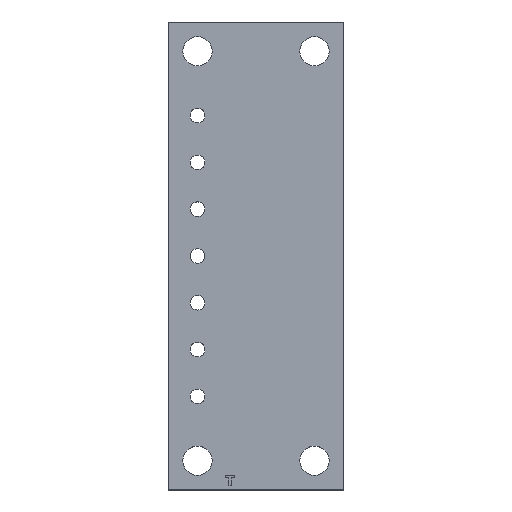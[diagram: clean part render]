
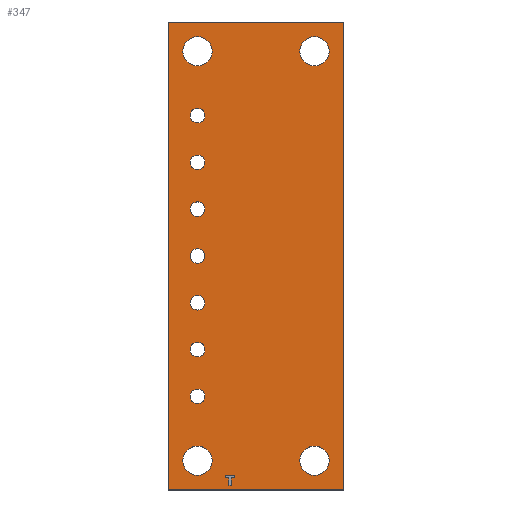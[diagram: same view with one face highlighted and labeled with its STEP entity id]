
A CAD part, top view. The second image highlights one B-rep face of the part: STEP entity #347.
In plain terms, the highlighted planar face has unit normal (0, 0, 1).
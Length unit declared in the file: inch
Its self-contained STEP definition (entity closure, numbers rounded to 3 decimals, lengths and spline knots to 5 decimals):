
#30=CARTESIAN_POINT('',(0.,0.,0.06));
#31=VERTEX_POINT('',#30);
#35=CARTESIAN_POINT('',(0.,2.,0.06));
#36=DIRECTION('',(0.,-1.,0.));
#37=VECTOR('',#36,1.);
#38=LINE('',#35,#37);
#39=EDGE_CURVE('',#41,#31,#38,.T.);
#40=CARTESIAN_POINT('',(0.,2.,0.06));
#41=VERTEX_POINT('',#40);
#70=CARTESIAN_POINT('',(0.75,0.,0.06));
#71=VERTEX_POINT('',#70);
#75=CARTESIAN_POINT('',(0.,0.,0.06));
#76=DIRECTION('',(1.,0.,0.));
#77=VECTOR('',#76,1.);
#78=LINE('',#75,#77);
#79=EDGE_CURVE('',#31,#71,#78,.T.);
#101=CARTESIAN_POINT('',(0.75,2.,0.06));
#102=VERTEX_POINT('',#101);
#106=CARTESIAN_POINT('',(0.75,0.,0.06));
#107=DIRECTION('',(0.,1.,0.));
#108=VECTOR('',#107,1.);
#109=LINE('',#106,#108);
#110=EDGE_CURVE('',#71,#102,#109,.T.);
#127=CARTESIAN_POINT('',(0.75,2.,0.06));
#128=DIRECTION('',(-1.,0.,0.));
#129=VECTOR('',#128,1.);
#130=LINE('',#127,#129);
#131=EDGE_CURVE('',#102,#41,#130,.T.);
#149=CARTESIAN_POINT('',(0.125,1.875,0.06));
#150=DIRECTION('',(0.,0.,-1.));
#151=DIRECTION('',(-1.,0.,0.));
#152=AXIS2_PLACEMENT_3D('',#149,#150,#151);
#153=CIRCLE('',#152,0.0625);
#154=EDGE_CURVE('',#156,#156,#153,.T.);
#155=CARTESIAN_POINT('',(0.0625,1.875,0.06));
#156=VERTEX_POINT('',#155);
#157=ORIENTED_EDGE('',*,*,#154,.T.);
#158=EDGE_LOOP('',(#157));
#159=FACE_BOUND('',#158,.T.);
#160=CARTESIAN_POINT('',(0.625,1.875,0.06));
#161=DIRECTION('',(0.,0.,-1.));
#162=DIRECTION('',(-1.,0.,0.));
#163=AXIS2_PLACEMENT_3D('',#160,#161,#162);
#164=CIRCLE('',#163,0.0625);
#165=EDGE_CURVE('',#167,#167,#164,.T.);
#166=CARTESIAN_POINT('',(0.5625,1.875,0.06));
#167=VERTEX_POINT('',#166);
#168=ORIENTED_EDGE('',*,*,#165,.T.);
#169=EDGE_LOOP('',(#168));
#170=FACE_BOUND('',#169,.T.);
#171=CARTESIAN_POINT('',(0.625,0.125,0.06));
#172=DIRECTION('',(0.,0.,-1.));
#173=DIRECTION('',(-1.,0.,0.));
#174=AXIS2_PLACEMENT_3D('',#171,#172,#173);
#175=CIRCLE('',#174,0.0625);
#176=EDGE_CURVE('',#178,#178,#175,.T.);
#177=CARTESIAN_POINT('',(0.5625,0.125,0.06));
#178=VERTEX_POINT('',#177);
#179=ORIENTED_EDGE('',*,*,#176,.T.);
#180=EDGE_LOOP('',(#179));
#181=FACE_BOUND('',#180,.T.);
#182=CARTESIAN_POINT('',(0.125,0.125,0.06));
#183=DIRECTION('',(0.,0.,-1.));
#184=DIRECTION('',(-1.,0.,0.));
#185=AXIS2_PLACEMENT_3D('',#182,#183,#184);
#186=CIRCLE('',#185,0.0625);
#187=EDGE_CURVE('',#189,#189,#186,.T.);
#188=CARTESIAN_POINT('',(0.0625,0.125,0.06));
#189=VERTEX_POINT('',#188);
#190=ORIENTED_EDGE('',*,*,#187,.T.);
#191=EDGE_LOOP('',(#190));
#192=FACE_BOUND('',#191,.T.);
#193=CARTESIAN_POINT('',(0.26945,0.0212,0.06));
#194=DIRECTION('',(-1.,0.,0.));
#195=VECTOR('',#194,1.);
#196=LINE('',#193,#195);
#197=EDGE_CURVE('',#199,#201,#196,.T.);
#198=CARTESIAN_POINT('',(0.26945,0.0212,0.06));
#199=VERTEX_POINT('',#198);
#200=CARTESIAN_POINT('',(0.25945,0.0212,0.06));
#201=VERTEX_POINT('',#200);
#202=ORIENTED_EDGE('',*,*,#197,.T.);
#203=CARTESIAN_POINT('',(0.25945,0.0212,0.06));
#204=DIRECTION('',(0.,1.,0.));
#205=VECTOR('',#204,1.);
#206=LINE('',#203,#205);
#207=EDGE_CURVE('',#201,#209,#206,.T.);
#208=CARTESIAN_POINT('',(0.25945,0.0512,0.06));
#209=VERTEX_POINT('',#208);
#210=ORIENTED_EDGE('',*,*,#207,.T.);
#211=CARTESIAN_POINT('',(0.25945,0.0512,0.06));
#212=DIRECTION('',(-1.,0.,0.));
#213=VECTOR('',#212,1.);
#214=LINE('',#211,#213);
#215=EDGE_CURVE('',#209,#217,#214,.T.);
#216=CARTESIAN_POINT('',(0.24445,0.0512,0.06));
#217=VERTEX_POINT('',#216);
#218=ORIENTED_EDGE('',*,*,#215,.T.);
#219=CARTESIAN_POINT('',(0.24445,0.0512,0.06));
#220=DIRECTION('',(0.,1.,0.));
#221=VECTOR('',#220,1.);
#222=LINE('',#219,#221);
#223=EDGE_CURVE('',#217,#225,#222,.T.);
#224=CARTESIAN_POINT('',(0.24445,0.0612,0.06));
#225=VERTEX_POINT('',#224);
#226=ORIENTED_EDGE('',*,*,#223,.T.);
#227=CARTESIAN_POINT('',(0.24445,0.0612,0.06));
#228=DIRECTION('',(1.,0.,0.));
#229=VECTOR('',#228,1.);
#230=LINE('',#227,#229);
#231=EDGE_CURVE('',#225,#233,#230,.T.);
#232=CARTESIAN_POINT('',(0.28445,0.0612,0.06));
#233=VERTEX_POINT('',#232);
#234=ORIENTED_EDGE('',*,*,#231,.T.);
#235=CARTESIAN_POINT('',(0.28445,0.0612,0.06));
#236=DIRECTION('',(0.,-1.,0.));
#237=VECTOR('',#236,1.);
#238=LINE('',#235,#237);
#239=EDGE_CURVE('',#233,#241,#238,.T.);
#240=CARTESIAN_POINT('',(0.28445,0.0512,0.06));
#241=VERTEX_POINT('',#240);
#242=ORIENTED_EDGE('',*,*,#239,.T.);
#243=CARTESIAN_POINT('',(0.28445,0.0512,0.06));
#244=DIRECTION('',(-1.,0.,0.));
#245=VECTOR('',#244,1.);
#246=LINE('',#243,#245);
#247=EDGE_CURVE('',#241,#249,#246,.T.);
#248=CARTESIAN_POINT('',(0.26945,0.0512,0.06));
#249=VERTEX_POINT('',#248);
#250=ORIENTED_EDGE('',*,*,#247,.T.);
#251=CARTESIAN_POINT('',(0.26945,0.0512,0.06));
#252=DIRECTION('',(0.,-1.,0.));
#253=VECTOR('',#252,1.);
#254=LINE('',#251,#253);
#255=EDGE_CURVE('',#249,#199,#254,.T.);
#256=ORIENTED_EDGE('',*,*,#255,.T.);
#257=EDGE_LOOP('',(#202,#210,#218,#226,#234,#242,#250,#256));
#258=FACE_BOUND('',#257,.T.);
#259=CARTESIAN_POINT('',(0.125,1.6,0.06));
#260=DIRECTION('',(0.,0.,-1.));
#261=DIRECTION('',(-1.,0.,0.));
#262=AXIS2_PLACEMENT_3D('',#259,#260,#261);
#263=CIRCLE('',#262,0.03125);
#264=EDGE_CURVE('',#266,#266,#263,.T.);
#265=CARTESIAN_POINT('',(0.09375,1.6,0.06));
#266=VERTEX_POINT('',#265);
#267=ORIENTED_EDGE('',*,*,#264,.T.);
#268=EDGE_LOOP('',(#267));
#269=FACE_BOUND('',#268,.T.);
#270=CARTESIAN_POINT('',(0.125,1.4,0.06));
#271=DIRECTION('',(0.,0.,-1.));
#272=DIRECTION('',(-1.,0.,0.));
#273=AXIS2_PLACEMENT_3D('',#270,#271,#272);
#274=CIRCLE('',#273,0.03125);
#275=EDGE_CURVE('',#277,#277,#274,.T.);
#276=CARTESIAN_POINT('',(0.09375,1.4,0.06));
#277=VERTEX_POINT('',#276);
#278=ORIENTED_EDGE('',*,*,#275,.T.);
#279=EDGE_LOOP('',(#278));
#280=FACE_BOUND('',#279,.T.);
#281=CARTESIAN_POINT('',(0.125,1.2,0.06));
#282=DIRECTION('',(0.,0.,-1.));
#283=DIRECTION('',(-1.,0.,0.));
#284=AXIS2_PLACEMENT_3D('',#281,#282,#283);
#285=CIRCLE('',#284,0.03125);
#286=EDGE_CURVE('',#288,#288,#285,.T.);
#287=CARTESIAN_POINT('',(0.09375,1.2,0.06));
#288=VERTEX_POINT('',#287);
#289=ORIENTED_EDGE('',*,*,#286,.T.);
#290=EDGE_LOOP('',(#289));
#291=FACE_BOUND('',#290,.T.);
#292=CARTESIAN_POINT('',(0.125,1.,0.06));
#293=DIRECTION('',(0.,0.,-1.));
#294=DIRECTION('',(-1.,0.,0.));
#295=AXIS2_PLACEMENT_3D('',#292,#293,#294);
#296=CIRCLE('',#295,0.03125);
#297=EDGE_CURVE('',#299,#299,#296,.T.);
#298=CARTESIAN_POINT('',(0.09375,1.,0.06));
#299=VERTEX_POINT('',#298);
#300=ORIENTED_EDGE('',*,*,#297,.T.);
#301=EDGE_LOOP('',(#300));
#302=FACE_BOUND('',#301,.T.);
#303=CARTESIAN_POINT('',(0.125,0.8,0.06));
#304=DIRECTION('',(0.,0.,-1.));
#305=DIRECTION('',(-1.,0.,0.));
#306=AXIS2_PLACEMENT_3D('',#303,#304,#305);
#307=CIRCLE('',#306,0.03125);
#308=EDGE_CURVE('',#310,#310,#307,.T.);
#309=CARTESIAN_POINT('',(0.09375,0.8,0.06));
#310=VERTEX_POINT('',#309);
#311=ORIENTED_EDGE('',*,*,#308,.T.);
#312=EDGE_LOOP('',(#311));
#313=FACE_BOUND('',#312,.T.);
#314=CARTESIAN_POINT('',(0.125,0.6,0.06));
#315=DIRECTION('',(0.,0.,-1.));
#316=DIRECTION('',(-1.,0.,0.));
#317=AXIS2_PLACEMENT_3D('',#314,#315,#316);
#318=CIRCLE('',#317,0.03125);
#319=EDGE_CURVE('',#321,#321,#318,.T.);
#320=CARTESIAN_POINT('',(0.09375,0.6,0.06));
#321=VERTEX_POINT('',#320);
#322=ORIENTED_EDGE('',*,*,#319,.T.);
#323=EDGE_LOOP('',(#322));
#324=FACE_BOUND('',#323,.T.);
#325=CARTESIAN_POINT('',(0.125,0.4,0.06));
#326=DIRECTION('',(0.,0.,-1.));
#327=DIRECTION('',(-1.,0.,0.));
#328=AXIS2_PLACEMENT_3D('',#325,#326,#327);
#329=CIRCLE('',#328,0.03125);
#330=EDGE_CURVE('',#332,#332,#329,.T.);
#331=CARTESIAN_POINT('',(0.09375,0.4,0.06));
#332=VERTEX_POINT('',#331);
#333=ORIENTED_EDGE('',*,*,#330,.T.);
#334=EDGE_LOOP('',(#333));
#335=FACE_BOUND('',#334,.T.);
#336=ORIENTED_EDGE('',*,*,#39,.T.);
#337=ORIENTED_EDGE('',*,*,#79,.T.);
#338=ORIENTED_EDGE('',*,*,#110,.T.);
#339=ORIENTED_EDGE('',*,*,#131,.T.);
#340=EDGE_LOOP('',(#336,#337,#338,#339));
#341=FACE_BOUND('',#340,.T.);
#342=CARTESIAN_POINT('',(0.,0.,0.06));
#343=DIRECTION('',(0.,0.,1.));
#344=DIRECTION('',(1.,0.,0.));
#345=AXIS2_PLACEMENT_3D('',#342,#343,#344);
#346=PLANE('',#345);
#347=ADVANCED_FACE('',(#159,#170,#181,#192,#258,#269,#280,#291,#302,#313,
#324,#335,#341),#346,.T.);
